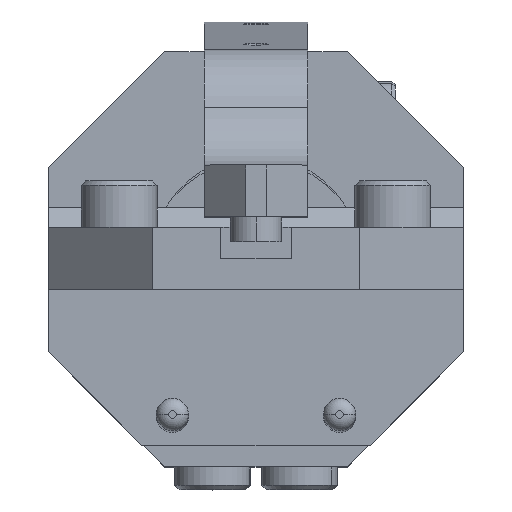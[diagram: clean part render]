
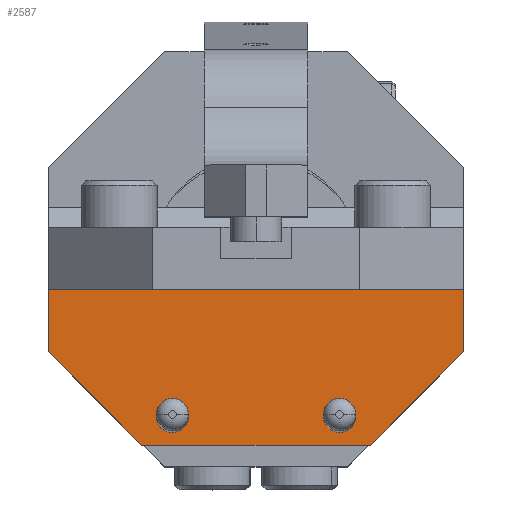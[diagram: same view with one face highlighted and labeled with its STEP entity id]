
A CAD part, top view. The second image highlights one B-rep face of the part: STEP entity #2587.
In plain terms, the highlighted planar face has unit normal (0, 0, 1).
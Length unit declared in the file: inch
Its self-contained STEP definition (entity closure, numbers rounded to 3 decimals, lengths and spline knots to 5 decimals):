
#86 = CARTESIAN_POINT ( 'NONE',  ( 0.275, -0.45, 0.89975 ) ) ;
#89 = CARTESIAN_POINT ( 'NONE',  ( -0.275, -0.45, 0.89975 ) ) ;
#90 = DIRECTION ( 'NONE',  ( 1., 0., 0. ) ) ;
#91 = CARTESIAN_POINT ( 'NONE',  ( -0.2015, -0.38, 0.89975 ) ) ;
#93 = DIRECTION ( 'NONE',  ( 0., 0., 1. ) ) ;
#94 = DIRECTION ( 'NONE',  ( 1., 0., 0. ) ) ;
#95 = CARTESIAN_POINT ( 'NONE',  ( 0.2015, -0.38, 0.89975 ) ) ;
#96 = DIRECTION ( 'NONE',  ( 0.707, -0.707, 0. ) ) ;
#99 = CARTESIAN_POINT ( 'NONE',  ( -0.5, -0.075, 0.89975 ) ) ;
#100 = DIRECTION ( 'NONE',  ( -1., 0., 0. ) ) ;
#102 = DIRECTION ( 'NONE',  ( 0., 0., 1. ) ) ;
#103 = DIRECTION ( 'NONE',  ( 1., 0., 0. ) ) ;
#104 = CARTESIAN_POINT ( 'NONE',  ( 0.2015, -0.38, 0.89975 ) ) ;
#105 = DIRECTION ( 'NONE',  ( 0., 0., 1. ) ) ;
#106 = DIRECTION ( 'NONE',  ( 1., 0., 0. ) ) ;
#107 = CARTESIAN_POINT ( 'NONE',  ( -0.5, -0.225, 0.89975 ) ) ;
#108 = DIRECTION ( 'NONE',  ( 0., -1., 0. ) ) ;
#111 = CARTESIAN_POINT ( 'NONE',  ( -0.2015, -0.38, 0.89975 ) ) ;
#113 = DIRECTION ( 'NONE',  ( 0., 0., 1. ) ) ;
#114 = DIRECTION ( 'NONE',  ( 1., 0., 0. ) ) ;
#706 = EDGE_LOOP ( 'NONE', ( #13323, #13324, #13325, #13326, #13327, #13319 ) ) ;
#728 = EDGE_LOOP ( 'NONE', ( #13320, #13321 ) ) ;
#733 = EDGE_LOOP ( 'NONE', ( #13329, #13328 ) ) ;
#2587 = ADVANCED_FACE ( 'NONE', ( #6216, #6550, #6207 ), #7053, .F. ) ;
#3013 = AXIS2_PLACEMENT_3D ( 'NONE', #7054, #7063, #7064 ) ;
#4634 = LINE ( 'NONE', #15023, #4640 ) ;
#4640 = VECTOR ( 'NONE', #15024, 39.37008 ) ;
#4766 = VECTOR ( 'NONE', #15026, 39.37008 ) ;
#4776 = LINE ( 'NONE', #15025, #4766 ) ;
#5404 = VECTOR ( 'NONE', #108, 39.37008 ) ;
#5478 = LINE ( 'NONE', #86, #5479 ) ;
#5479 = VECTOR ( 'NONE', #90, 39.37008 ) ;
#5480 = VECTOR ( 'NONE', #96, 39.37008 ) ;
#5483 = LINE ( 'NONE', #89, #5480 ) ;
#5484 = CIRCLE ( 'NONE', #16678, 0.03937 ) ;
#5487 = LINE ( 'NONE', #99, #5488 ) ;
#5488 = VECTOR ( 'NONE', #100, 39.37008 ) ;
#5489 = LINE ( 'NONE', #107, #5404 ) ;
#5490 = CIRCLE ( 'NONE', #16673, 0.03937 ) ;
#5491 = CIRCLE ( 'NONE', #16677, 0.03937 ) ;
#5496 = CIRCLE ( 'NONE', #16676, 0.03937 ) ;
#6207 = FACE_BOUND ( 'NONE', #728, .T. ) ;
#6216 = FACE_BOUND ( 'NONE', #733, .T. ) ;
#6550 = FACE_OUTER_BOUND ( 'NONE', #706, .T. ) ;
#6565 = EDGE_CURVE ( 'NONE', #14733, #14767, #5478, .T. ) ;
#6567 = EDGE_CURVE ( 'NONE', #14691, #14653, #5484, .T. ) ;
#6568 = EDGE_CURVE ( 'NONE', #14752, #14733, #5483, .T. ) ;
#6570 = EDGE_CURVE ( 'NONE', #14766, #14652, #5487, .T. ) ;
#6571 = EDGE_CURVE ( 'NONE', #14678, #14700, #5490, .T. ) ;
#6572 = EDGE_CURVE ( 'NONE', #14700, #14678, #5491, .T. ) ;
#6573 = EDGE_CURVE ( 'NONE', #14652, #14752, #5489, .T. ) ;
#6575 = EDGE_CURVE ( 'NONE', #14653, #14691, #5496, .T. ) ;
#7053 = PLANE ( 'NONE',  #3013 ) ;
#7054 = CARTESIAN_POINT ( 'NONE',  ( -0.5, -0.075, 0.89975 ) ) ;
#7063 = DIRECTION ( 'NONE',  ( 0., 0., -1. ) ) ;
#7064 = DIRECTION ( 'NONE',  ( -1., 0., 0. ) ) ;
#8203 = EDGE_CURVE ( 'NONE', #14669, #14766, #4634, .T. ) ;
#8204 = EDGE_CURVE ( 'NONE', #14767, #14669, #4776, .T. ) ;
#13319 = ORIENTED_EDGE ( 'NONE', *, *, #6570, .T. ) ;
#13320 = ORIENTED_EDGE ( 'NONE', *, *, #6567, .F. ) ;
#13321 = ORIENTED_EDGE ( 'NONE', *, *, #6575, .F. ) ;
#13323 = ORIENTED_EDGE ( 'NONE', *, *, #6573, .T. ) ;
#13324 = ORIENTED_EDGE ( 'NONE', *, *, #6568, .T. ) ;
#13325 = ORIENTED_EDGE ( 'NONE', *, *, #6565, .T. ) ;
#13326 = ORIENTED_EDGE ( 'NONE', *, *, #8204, .T. ) ;
#13327 = ORIENTED_EDGE ( 'NONE', *, *, #8203, .T. ) ;
#13328 = ORIENTED_EDGE ( 'NONE', *, *, #6571, .F. ) ;
#13329 = ORIENTED_EDGE ( 'NONE', *, *, #6572, .F. ) ;
#13458 = CARTESIAN_POINT ( 'NONE',  ( -0.5, -0.075, 0.89975 ) ) ;
#13459 = CARTESIAN_POINT ( 'NONE',  ( -0.24087, -0.38, 0.89975 ) ) ;
#13482 = CARTESIAN_POINT ( 'NONE',  ( 0.5, -0.225, 0.89975 ) ) ;
#13498 = CARTESIAN_POINT ( 'NONE',  ( 0.16213, -0.38, 0.89975 ) ) ;
#13520 = CARTESIAN_POINT ( 'NONE',  ( -0.16213, -0.38, 0.89975 ) ) ;
#13536 = CARTESIAN_POINT ( 'NONE',  ( 0.24087, -0.38, 0.89975 ) ) ;
#13597 = CARTESIAN_POINT ( 'NONE',  ( -0.275, -0.45, 0.89975 ) ) ;
#13632 = CARTESIAN_POINT ( 'NONE',  ( -0.5, -0.225, 0.89975 ) ) ;
#13658 = CARTESIAN_POINT ( 'NONE',  ( 0.5, -0.075, 0.89975 ) ) ;
#13660 = CARTESIAN_POINT ( 'NONE',  ( 0.275, -0.45, 0.89975 ) ) ;
#14652 = VERTEX_POINT ( 'NONE', #13458 ) ;
#14653 = VERTEX_POINT ( 'NONE', #13459 ) ;
#14669 = VERTEX_POINT ( 'NONE', #13482 ) ;
#14678 = VERTEX_POINT ( 'NONE', #13498 ) ;
#14691 = VERTEX_POINT ( 'NONE', #13520 ) ;
#14700 = VERTEX_POINT ( 'NONE', #13536 ) ;
#14733 = VERTEX_POINT ( 'NONE', #13597 ) ;
#14752 = VERTEX_POINT ( 'NONE', #13632 ) ;
#14766 = VERTEX_POINT ( 'NONE', #13658 ) ;
#14767 = VERTEX_POINT ( 'NONE', #13660 ) ;
#15023 = CARTESIAN_POINT ( 'NONE',  ( 0.5, -0.075, 0.89975 ) ) ;
#15024 = DIRECTION ( 'NONE',  ( 0., 1., 0. ) ) ;
#15025 = CARTESIAN_POINT ( 'NONE',  ( 0.5, -0.225, 0.89975 ) ) ;
#15026 = DIRECTION ( 'NONE',  ( 0.707, 0.707, 0. ) ) ;
#16673 = AXIS2_PLACEMENT_3D ( 'NONE', #95, #102, #103 ) ;
#16676 = AXIS2_PLACEMENT_3D ( 'NONE', #111, #113, #114 ) ;
#16677 = AXIS2_PLACEMENT_3D ( 'NONE', #104, #105, #106 ) ;
#16678 = AXIS2_PLACEMENT_3D ( 'NONE', #91, #93, #94 ) ;
